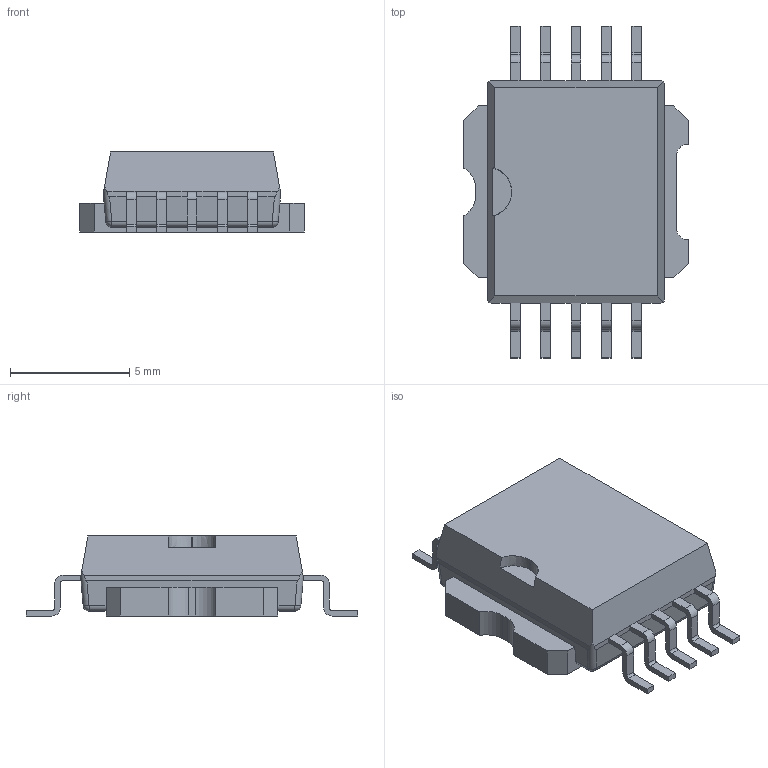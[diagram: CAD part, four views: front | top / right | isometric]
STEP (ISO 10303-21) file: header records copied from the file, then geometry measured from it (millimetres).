
FILE_DESCRIPTION (( 'STEP AP214' ), '1' );
FILE_NAME ('User Library-POWERSO10.STEP', '2022-03-02T11:17:03', ( '' ), ( '' ), 'SwSTEP 2.0', 'SolidWorks 2021', '' );
FILE_SCHEMA (( 'AUTOMOTIVE_DESIGN' ));
Length unit declared in the file: millimetre
Products named in the file (1): User Library-POWERSO10
Bounding box: 9.4 x 13.9 x 3.35 mm (x, y, z)
Volume: 233.9 mm3; surface area: 305.9 mm2
Topology: 1 solids, 1 shells, 192 faces, 518 edges, 328 vertices
Faces by surface type: plane 132, cylinder 54, sphere 4, bspline 2
Entity records: 6465 total; most frequent: CARTESIAN_POINT 1135, ORIENTED_EDGE 1036, DIRECTION 982, EDGE_CURVE 518, VECTOR 392, LINE 392, VERTEX_POINT 328, AXIS2_PLACEMENT_3D 295
